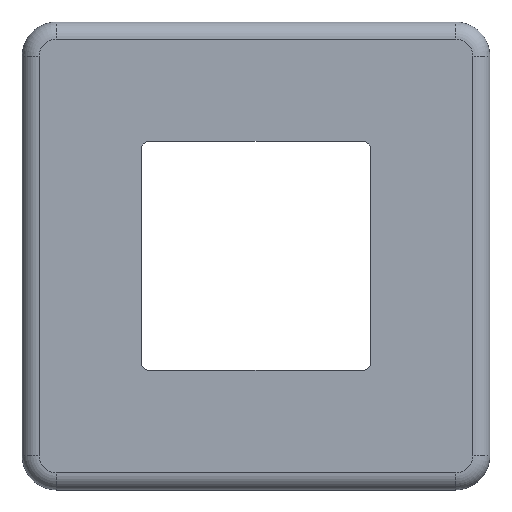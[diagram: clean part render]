
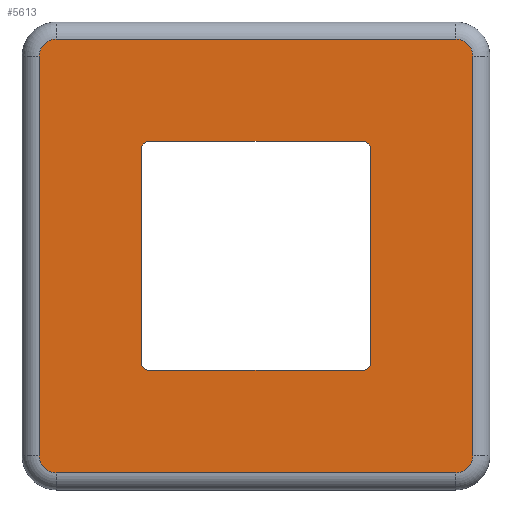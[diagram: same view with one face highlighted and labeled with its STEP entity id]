
A CAD part, top view. The second image highlights one B-rep face of the part: STEP entity #5613.
In plain terms, the highlighted planar face has unit normal (0, 0, 1).
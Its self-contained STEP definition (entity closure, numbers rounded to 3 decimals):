
#154 = CARTESIAN_POINT ( 'NONE',  ( -22., -23.5, 20. ) ) ;
#218 = ORIENTED_EDGE ( 'NONE', *, *, #12474, .F. ) ;
#237 = DIRECTION ( 'NONE',  ( 1., 0., 0. ) ) ;
#411 = CARTESIAN_POINT ( 'NONE',  ( -41., 44.5, 20. ) ) ;
#478 = EDGE_CURVE ( 'NONE', #7265, #654, #5054, .T. ) ;
#495 = CARTESIAN_POINT ( 'NONE',  ( 22., 22., 20. ) ) ;
#596 = DIRECTION ( 'NONE',  ( 1., 0., 0. ) ) ;
#654 = VERTEX_POINT ( 'NONE', #2440 ) ;
#709 = PLANE ( 'NONE',  #3772 ) ;
#796 = CARTESIAN_POINT ( 'NONE',  ( -44.5, -48., 20. ) ) ;
#837 = EDGE_CURVE ( 'NONE', #11541, #11902, #5093, .T. ) ;
#1172 = DIRECTION ( 'NONE',  ( 1., 0., 0. ) ) ;
#1320 = DIRECTION ( 'NONE',  ( 1., 0., 0. ) ) ;
#1597 = DIRECTION ( 'NONE',  ( 0., 0., -1. ) ) ;
#1606 = ORIENTED_EDGE ( 'NONE', *, *, #478, .T. ) ;
#1656 = DIRECTION ( 'NONE',  ( 0., 1., 0. ) ) ;
#1816 = DIRECTION ( 'NONE',  ( 1., 0., 0. ) ) ;
#1907 = CARTESIAN_POINT ( 'NONE',  ( 44.5, 41., 20. ) ) ;
#2012 = CARTESIAN_POINT ( 'NONE',  ( -22., 22., 20. ) ) ;
#2127 = CARTESIAN_POINT ( 'NONE',  ( 44.5, -41., 20. ) ) ;
#2360 = ORIENTED_EDGE ( 'NONE', *, *, #13445, .F. ) ;
#2440 = CARTESIAN_POINT ( 'NONE',  ( -22., 23.5, 20. ) ) ;
#2462 = CARTESIAN_POINT ( 'NONE',  ( 22., -22., 20. ) ) ;
#2527 = FACE_OUTER_BOUND ( 'NONE', #4248, .T. ) ;
#2587 = DIRECTION ( 'NONE',  ( 0., 0., -1. ) ) ;
#2859 = CIRCLE ( 'NONE', #3048, 1.5 ) ;
#2939 = ORIENTED_EDGE ( 'NONE', *, *, #5951, .T. ) ;
#3014 = CARTESIAN_POINT ( 'NONE',  ( -23.5, -22., 20. ) ) ;
#3048 = AXIS2_PLACEMENT_3D ( 'NONE', #13209, #6416, #1816 ) ;
#3364 = VERTEX_POINT ( 'NONE', #411 ) ;
#3407 = CARTESIAN_POINT ( 'NONE',  ( 22., -23.5, 20. ) ) ;
#3463 = CARTESIAN_POINT ( 'NONE',  ( -23.5, 22., 20. ) ) ;
#3596 = DIRECTION ( 'NONE',  ( 0., 0., -1. ) ) ;
#3704 = EDGE_CURVE ( 'NONE', #9828, #14157, #4345, .T. ) ;
#3772 = AXIS2_PLACEMENT_3D ( 'NONE', #6414, #10993, #5293 ) ;
#3796 = CIRCLE ( 'NONE', #13714, 3.5 ) ;
#3798 = ORIENTED_EDGE ( 'NONE', *, *, #5373, .F. ) ;
#4090 = DIRECTION ( 'NONE',  ( -1., 0., 0. ) ) ;
#4098 = CARTESIAN_POINT ( 'NONE',  ( -48., 44.5, 20. ) ) ;
#4203 = CARTESIAN_POINT ( 'NONE',  ( -41., -44.5, 20. ) ) ;
#4243 = CIRCLE ( 'NONE', #8146, 3.5 ) ;
#4248 = EDGE_LOOP ( 'NONE', ( #218, #7727, #2360, #13608, #12942, #11436, #14591, #9582 ) ) ;
#4253 = EDGE_CURVE ( 'NONE', #9828, #9064, #10463, .T. ) ;
#4345 = LINE ( 'NONE', #8416, #7420 ) ;
#4359 = CARTESIAN_POINT ( 'NONE',  ( -23.5, 23.5, 20. ) ) ;
#4405 = EDGE_CURVE ( 'NONE', #10643, #11902, #3796, .T. ) ;
#4701 = VERTEX_POINT ( 'NONE', #3407 ) ;
#4814 = CARTESIAN_POINT ( 'NONE',  ( 23.5, 23.5, 20. ) ) ;
#4943 = EDGE_CURVE ( 'NONE', #5432, #10671, #12066, .T. ) ;
#5008 = EDGE_CURVE ( 'NONE', #10459, #654, #6851, .T. ) ;
#5054 = CIRCLE ( 'NONE', #5680, 1.5 ) ;
#5062 = AXIS2_PLACEMENT_3D ( 'NONE', #2462, #3596, #9255 ) ;
#5093 = LINE ( 'NONE', #796, #14645 ) ;
#5130 = VERTEX_POINT ( 'NONE', #154 ) ;
#5256 = DIRECTION ( 'NONE',  ( -1., 0., 0. ) ) ;
#5293 = DIRECTION ( 'NONE',  ( 1., 0., 0. ) ) ;
#5373 = EDGE_CURVE ( 'NONE', #5130, #4701, #9007, .T. ) ;
#5427 = ORIENTED_EDGE ( 'NONE', *, *, #7461, .F. ) ;
#5432 = VERTEX_POINT ( 'NONE', #9306 ) ;
#5613 = ADVANCED_FACE ( 'NONE', ( #9369, #2527 ), #709, .T. ) ;
#5680 = AXIS2_PLACEMENT_3D ( 'NONE', #2012, #13499, #13340 ) ;
#5944 = VECTOR ( 'NONE', #10713, 1000. ) ;
#5951 = EDGE_CURVE ( 'NONE', #10459, #10671, #9899, .T. ) ;
#6414 = CARTESIAN_POINT ( 'NONE',  ( 0., 0., 20. ) ) ;
#6416 = DIRECTION ( 'NONE',  ( 0., 0., -1. ) ) ;
#6425 = AXIS2_PLACEMENT_3D ( 'NONE', #6843, #10224, #7948 ) ;
#6843 = CARTESIAN_POINT ( 'NONE',  ( -41., 41., 20. ) ) ;
#6851 = LINE ( 'NONE', #12097, #7214 ) ;
#7036 = CARTESIAN_POINT ( 'NONE',  ( -23.5, -23.5, 20. ) ) ;
#7214 = VECTOR ( 'NONE', #4090, 1000. ) ;
#7265 = VERTEX_POINT ( 'NONE', #3463 ) ;
#7307 = CIRCLE ( 'NONE', #6425, 3.5 ) ;
#7343 = DIRECTION ( 'NONE',  ( 1., 0., 0. ) ) ;
#7355 = DIRECTION ( 'NONE',  ( 1., 0., 0. ) ) ;
#7380 = EDGE_CURVE ( 'NONE', #9200, #3364, #8158, .T. ) ;
#7420 = VECTOR ( 'NONE', #1656, 1000. ) ;
#7461 = EDGE_CURVE ( 'NONE', #7265, #11696, #9340, .T. ) ;
#7727 = ORIENTED_EDGE ( 'NONE', *, *, #7380, .T. ) ;
#7798 = CARTESIAN_POINT ( 'NONE',  ( 23.5, 22., 20. ) ) ;
#7813 = CARTESIAN_POINT ( 'NONE',  ( 41., -44.5, 20. ) ) ;
#7948 = DIRECTION ( 'NONE',  ( 1., 0., 0. ) ) ;
#8004 = CARTESIAN_POINT ( 'NONE',  ( 22., 23.5, 20. ) ) ;
#8146 = AXIS2_PLACEMENT_3D ( 'NONE', #8462, #1597, #7355 ) ;
#8158 = LINE ( 'NONE', #4098, #12828 ) ;
#8337 = EDGE_LOOP ( 'NONE', ( #8945, #12907, #3798, #8918, #5427, #1606, #9664, #2939 ) ) ;
#8416 = CARTESIAN_POINT ( 'NONE',  ( 44.5, 48., 20. ) ) ;
#8462 = CARTESIAN_POINT ( 'NONE',  ( 41., 41., 20. ) ) ;
#8918 = ORIENTED_EDGE ( 'NONE', *, *, #9659, .T. ) ;
#8945 = ORIENTED_EDGE ( 'NONE', *, *, #4943, .F. ) ;
#9007 = LINE ( 'NONE', #7036, #14040 ) ;
#9063 = CARTESIAN_POINT ( 'NONE',  ( 48., -44.5, 20. ) ) ;
#9064 = VERTEX_POINT ( 'NONE', #7813 ) ;
#9116 = VECTOR ( 'NONE', #1172, 1000. ) ;
#9200 = VERTEX_POINT ( 'NONE', #13585 ) ;
#9255 = DIRECTION ( 'NONE',  ( 1., 0., 0. ) ) ;
#9306 = CARTESIAN_POINT ( 'NONE',  ( 23.5, -22., 20. ) ) ;
#9340 = LINE ( 'NONE', #4359, #9621 ) ;
#9369 = FACE_BOUND ( 'NONE', #8337, .T. ) ;
#9582 = ORIENTED_EDGE ( 'NONE', *, *, #3704, .T. ) ;
#9612 = EDGE_CURVE ( 'NONE', #5432, #4701, #10439, .T. ) ;
#9621 = VECTOR ( 'NONE', #11213, 1000. ) ;
#9659 = EDGE_CURVE ( 'NONE', #5130, #11696, #2859, .T. ) ;
#9664 = ORIENTED_EDGE ( 'NONE', *, *, #5008, .F. ) ;
#9828 = VERTEX_POINT ( 'NONE', #2127 ) ;
#9899 = CIRCLE ( 'NONE', #11296, 1.5 ) ;
#10224 = DIRECTION ( 'NONE',  ( 0., 0., -1. ) ) ;
#10399 = CARTESIAN_POINT ( 'NONE',  ( -44.5, -41., 20. ) ) ;
#10439 = CIRCLE ( 'NONE', #5062, 1.5 ) ;
#10459 = VERTEX_POINT ( 'NONE', #8004 ) ;
#10460 = CARTESIAN_POINT ( 'NONE',  ( -44.5, 41., 20. ) ) ;
#10463 = CIRCLE ( 'NONE', #11598, 3.5 ) ;
#10643 = VERTEX_POINT ( 'NONE', #4203 ) ;
#10671 = VERTEX_POINT ( 'NONE', #7798 ) ;
#10713 = DIRECTION ( 'NONE',  ( 0., 1., 0. ) ) ;
#10993 = DIRECTION ( 'NONE',  ( 0., 0., 1. ) ) ;
#11213 = DIRECTION ( 'NONE',  ( 0., -1., 0. ) ) ;
#11296 = AXIS2_PLACEMENT_3D ( 'NONE', #495, #13038, #596 ) ;
#11436 = ORIENTED_EDGE ( 'NONE', *, *, #13520, .T. ) ;
#11541 = VERTEX_POINT ( 'NONE', #10460 ) ;
#11598 = AXIS2_PLACEMENT_3D ( 'NONE', #14282, #14329, #7343 ) ;
#11696 = VERTEX_POINT ( 'NONE', #3014 ) ;
#11902 = VERTEX_POINT ( 'NONE', #10399 ) ;
#12066 = LINE ( 'NONE', #4814, #5944 ) ;
#12097 = CARTESIAN_POINT ( 'NONE',  ( -23.5, 23.5, 20. ) ) ;
#12424 = DIRECTION ( 'NONE',  ( 0., -1., 0. ) ) ;
#12474 = EDGE_CURVE ( 'NONE', #9200, #14157, #4243, .T. ) ;
#12828 = VECTOR ( 'NONE', #5256, 1000. ) ;
#12907 = ORIENTED_EDGE ( 'NONE', *, *, #9612, .T. ) ;
#12942 = ORIENTED_EDGE ( 'NONE', *, *, #4405, .F. ) ;
#13038 = DIRECTION ( 'NONE',  ( 0., 0., -1. ) ) ;
#13209 = CARTESIAN_POINT ( 'NONE',  ( -22., -22., 20. ) ) ;
#13340 = DIRECTION ( 'NONE',  ( 1., 0., 0. ) ) ;
#13445 = EDGE_CURVE ( 'NONE', #11541, #3364, #7307, .T. ) ;
#13499 = DIRECTION ( 'NONE',  ( 0., 0., -1. ) ) ;
#13520 = EDGE_CURVE ( 'NONE', #10643, #9064, #14150, .T. ) ;
#13585 = CARTESIAN_POINT ( 'NONE',  ( 41., 44.5, 20. ) ) ;
#13608 = ORIENTED_EDGE ( 'NONE', *, *, #837, .T. ) ;
#13714 = AXIS2_PLACEMENT_3D ( 'NONE', #14002, #2587, #237 ) ;
#14002 = CARTESIAN_POINT ( 'NONE',  ( -41., -41., 20. ) ) ;
#14040 = VECTOR ( 'NONE', #1320, 1000. ) ;
#14150 = LINE ( 'NONE', #9063, #9116 ) ;
#14157 = VERTEX_POINT ( 'NONE', #1907 ) ;
#14282 = CARTESIAN_POINT ( 'NONE',  ( 41., -41., 20. ) ) ;
#14329 = DIRECTION ( 'NONE',  ( 0., 0., -1. ) ) ;
#14591 = ORIENTED_EDGE ( 'NONE', *, *, #4253, .F. ) ;
#14645 = VECTOR ( 'NONE', #12424, 1000. ) ;
